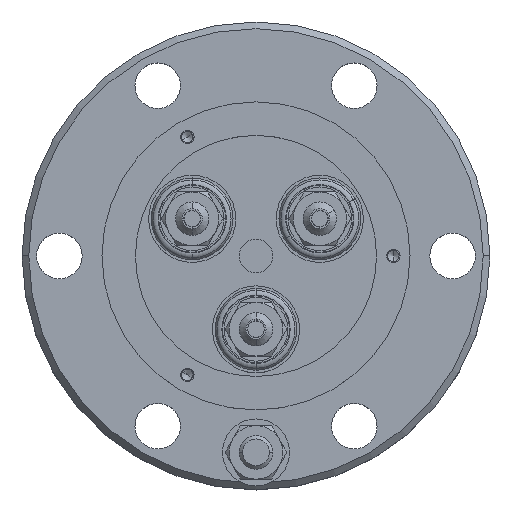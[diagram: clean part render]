
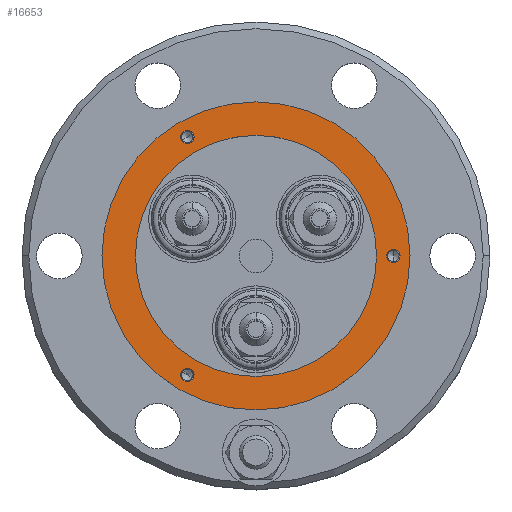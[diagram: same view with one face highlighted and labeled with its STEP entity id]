
A CAD part, top view. The second image highlights one B-rep face of the part: STEP entity #16653.
In plain terms, the highlighted planar face has unit normal (0, 0, 1).
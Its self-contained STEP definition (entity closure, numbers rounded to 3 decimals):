
#16431=CARTESIAN_POINT('',(0.,0.,-128.144));
#16432=DIRECTION('',(0.,0.,-1.));
#16433=DIRECTION('',(0.5,-0.866,0.));
#16434=AXIS2_PLACEMENT_3D('',#16431,#16432,#16433);
#16436=CARTESIAN_POINT('',(0.,0.,-128.144));
#16437=DIRECTION('',(0.,0.,-1.));
#16438=DIRECTION('',(-0.5,0.866,0.));
#16439=AXIS2_PLACEMENT_3D('',#16436,#16437,#16438);
#16441=CARTESIAN_POINT('',(-10.25,17.754,
-128.144));
#16442=DIRECTION('',(0.,0.,1.));
#16443=DIRECTION('',(-0.5,0.866,0.));
#16444=AXIS2_PLACEMENT_3D('',#16441,#16442,#16443);
#16446=CARTESIAN_POINT('',(-10.25,17.754,
-128.144));
#16447=DIRECTION('',(0.,0.,1.));
#16448=DIRECTION('',(0.5,-0.866,0.));
#16449=AXIS2_PLACEMENT_3D('',#16446,#16447,#16448);
#16451=CARTESIAN_POINT('',(20.5,0.,-128.144));
#16452=DIRECTION('',(0.,0.,1.));
#16453=DIRECTION('',(1.,0.,0.));
#16454=AXIS2_PLACEMENT_3D('',#16451,#16452,#16453);
#16456=CARTESIAN_POINT('',(20.5,0.,-128.144));
#16457=DIRECTION('',(0.,0.,1.));
#16458=DIRECTION('',(-1.,0.,0.));
#16459=AXIS2_PLACEMENT_3D('',#16456,#16457,#16458);
#16461=CARTESIAN_POINT('',(-10.25,-17.754,
-128.144));
#16462=DIRECTION('',(0.,0.,1.));
#16463=DIRECTION('',(-0.5,-0.866,0.));
#16464=AXIS2_PLACEMENT_3D('',#16461,#16462,#16463);
#16466=CARTESIAN_POINT('',(-10.25,-17.754,
-128.144));
#16467=DIRECTION('',(0.,0.,1.));
#16468=DIRECTION('',(0.5,0.866,0.));
#16469=AXIS2_PLACEMENT_3D('',#16466,#16467,#16468);
#16471=CARTESIAN_POINT('',(0.,0.,-128.144));
#16472=DIRECTION('',(0.,0.,1.));
#16473=DIRECTION('',(0.5,-0.866,0.));
#16474=AXIS2_PLACEMENT_3D('',#16471,#16472,#16473);
#16476=CARTESIAN_POINT('',(0.,0.,-128.144));
#16477=DIRECTION('',(0.,0.,1.));
#16478=DIRECTION('',(-0.5,0.866,0.));
#16479=AXIS2_PLACEMENT_3D('',#16476,#16477,#16478);
#16563=CARTESIAN_POINT('',(11.5,-19.919,
-128.144));
#16564=CARTESIAN_POINT('',(-11.5,19.919,
-128.144));
#16565=VERTEX_POINT('',#16563);
#16566=VERTEX_POINT('',#16564);
#16567=CARTESIAN_POINT('',(-10.75,18.62,
-128.144));
#16568=CARTESIAN_POINT('',(-9.75,16.887,
-128.144));
#16569=VERTEX_POINT('',#16567);
#16570=VERTEX_POINT('',#16568);
#16571=CARTESIAN_POINT('',(21.5,0.,
-128.144));
#16572=CARTESIAN_POINT('',(19.5,0.,-128.144));
#16573=VERTEX_POINT('',#16571);
#16574=VERTEX_POINT('',#16572);
#16575=CARTESIAN_POINT('',(-10.75,-18.62,
-128.144));
#16576=CARTESIAN_POINT('',(-9.75,-16.887,
-128.144));
#16577=VERTEX_POINT('',#16575);
#16578=VERTEX_POINT('',#16576);
#16579=CARTESIAN_POINT('',(9.,-15.588,
-128.144));
#16580=CARTESIAN_POINT('',(-9.,15.588,
-128.144));
#16581=VERTEX_POINT('',#16579);
#16582=VERTEX_POINT('',#16580);
#16619=CARTESIAN_POINT('',(0.,0.,-128.144));
#16620=DIRECTION('',(0.,0.,1.));
#16621=DIRECTION('',(-0.5,0.866,0.));
#16622=AXIS2_PLACEMENT_3D('',#16619,#16620,#16621);
#16623=PLANE('',#16622);
#16625=ORIENTED_EDGE('',*,*,#16624,.T.);
#16627=ORIENTED_EDGE('',*,*,#16626,.T.);
#16628=EDGE_LOOP('',(#16625,#16627));
#16629=FACE_OUTER_BOUND('',#16628,.F.);
#16631=ORIENTED_EDGE('',*,*,#16630,.T.);
#16633=ORIENTED_EDGE('',*,*,#16632,.T.);
#16634=EDGE_LOOP('',(#16631,#16633));
#16635=FACE_BOUND('',#16634,.F.);
#16637=ORIENTED_EDGE('',*,*,#16636,.T.);
#16639=ORIENTED_EDGE('',*,*,#16638,.T.);
#16640=EDGE_LOOP('',(#16637,#16639));
#16641=FACE_BOUND('',#16640,.F.);
#16643=ORIENTED_EDGE('',*,*,#16642,.T.);
#16645=ORIENTED_EDGE('',*,*,#16644,.T.);
#16646=EDGE_LOOP('',(#16643,#16645));
#16647=FACE_BOUND('',#16646,.F.);
#16648=ORIENTED_EDGE('',*,*,#16608,.T.);
#16650=ORIENTED_EDGE('',*,*,#16649,.T.);
#16651=EDGE_LOOP('',(#16648,#16650));
#16652=FACE_BOUND('',#16651,.F.);
#16435=CIRCLE('',#16434,23.);
#16440=CIRCLE('',#16439,23.);
#16445=CIRCLE('',#16444,1.);
#16450=CIRCLE('',#16449,1.);
#16455=CIRCLE('',#16454,1.);
#16460=CIRCLE('',#16459,1.);
#16465=CIRCLE('',#16464,1.);
#16470=CIRCLE('',#16469,1.);
#16475=CIRCLE('',#16474,18.);
#16480=CIRCLE('',#16479,18.);
#16608=EDGE_CURVE('',#16581,#16582,#16475,.T.);
#16624=EDGE_CURVE('',#16565,#16566,#16435,.T.);
#16626=EDGE_CURVE('',#16566,#16565,#16440,.T.);
#16630=EDGE_CURVE('',#16569,#16570,#16445,.T.);
#16632=EDGE_CURVE('',#16570,#16569,#16450,.T.);
#16636=EDGE_CURVE('',#16573,#16574,#16455,.T.);
#16638=EDGE_CURVE('',#16574,#16573,#16460,.T.);
#16642=EDGE_CURVE('',#16577,#16578,#16465,.T.);
#16644=EDGE_CURVE('',#16578,#16577,#16470,.T.);
#16649=EDGE_CURVE('',#16582,#16581,#16480,.T.);
#16653=ADVANCED_FACE('',(#16629,#16635,#16641,#16647,#16652),#16623,.T.);
